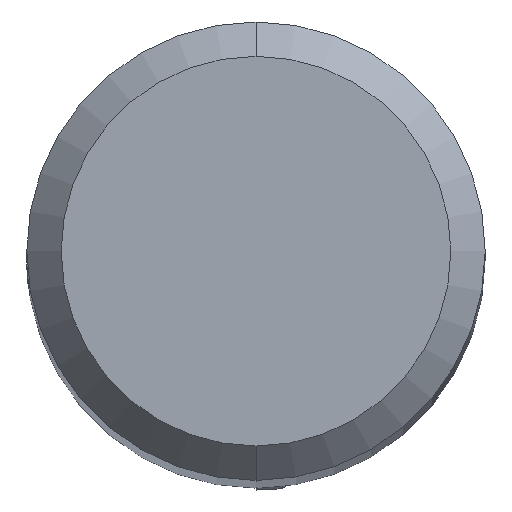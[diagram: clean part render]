
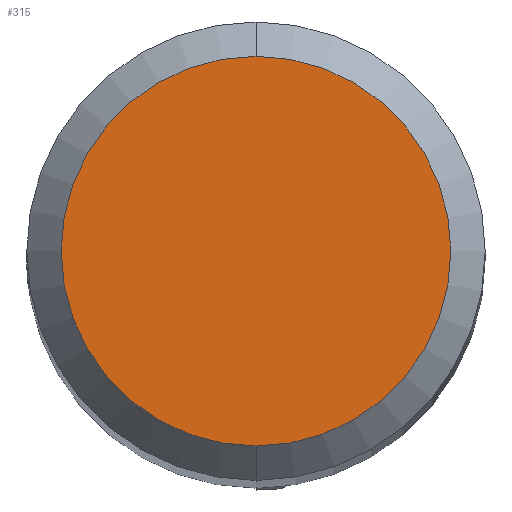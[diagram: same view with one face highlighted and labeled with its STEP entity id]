
A CAD part, top view. The second image highlights one B-rep face of the part: STEP entity #315.
In plain terms, the highlighted planar face has unit normal (0, 0, 1).
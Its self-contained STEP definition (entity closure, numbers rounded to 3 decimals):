
#315=ADVANCED_FACE('',(#845),#846,.T.);
#323=VERTEX_POINT('',#854);
#381=EDGE_CURVE('',#469,#323,#920,.T.);
#469=VERTEX_POINT('',#1016);
#653=EDGE_CURVE('',#323,#469,#1222,.T.);
#845=FACE_OUTER_BOUND('',#1441,.T.);
#846=PLANE('',#1442);
#854=CARTESIAN_POINT('',(0.0,1.7,0.0));
#920=CIRCLE('',#1569,1.7);
#1016=CARTESIAN_POINT('',(0.,-1.7,0.0));
#1222=CIRCLE('',#2091,1.7);
#1441=EDGE_LOOP('',(#2354,#2355));
#1442=AXIS2_PLACEMENT_3D('',#2356,#2357,#2358);
#1569=AXIS2_PLACEMENT_3D('',#2447,#2448,#2449);
#2091=AXIS2_PLACEMENT_3D('',#2781,#2782,#2783);
#2354=ORIENTED_EDGE('',*,*,#653,.F.);
#2355=ORIENTED_EDGE('',*,*,#381,.F.);
#2356=CARTESIAN_POINT('',(0.0,0.85,0.0));
#2357=DIRECTION('',(-0.0,0.0,1.0));
#2358=DIRECTION('',(0.0,-1.0,0.0));
#2447=CARTESIAN_POINT('',(0.0,0.0,0.0));
#2448=DIRECTION('',(0.0,0.0,-1.0));
#2449=DIRECTION('',(0.0,1.0,0.0));
#2781=CARTESIAN_POINT('',(0.0,0.0,0.0));
#2782=DIRECTION('',(0.0,0.0,-1.0));
#2783=DIRECTION('',(0.0,1.0,0.0));
